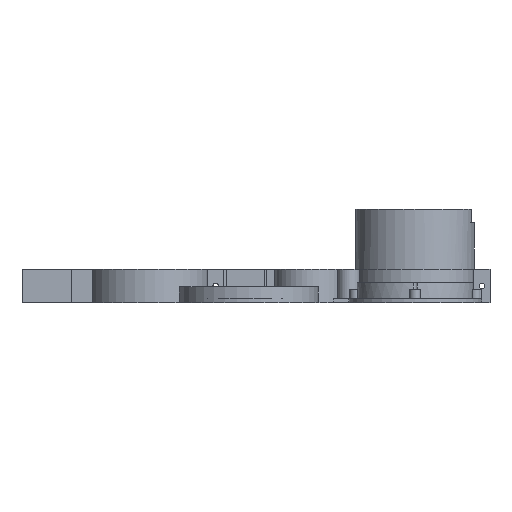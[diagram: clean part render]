
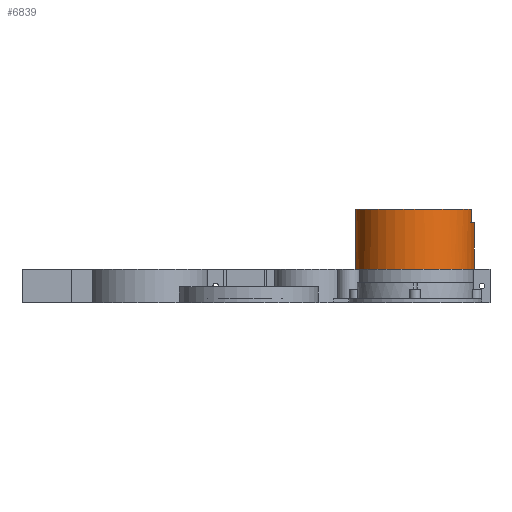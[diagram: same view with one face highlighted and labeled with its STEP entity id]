
A CAD part, left-side view. The second image highlights one B-rep face of the part: STEP entity #6839.
In plain terms, the highlighted cylindrical face has radius 44.575 mm (diameter 89.15 mm), a full revolution.
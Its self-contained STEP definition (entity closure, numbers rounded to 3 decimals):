
#490=LINE('',#12501,#1019);
#495=LINE('',#12515,#1024);
#514=LINE('',#12578,#1043);
#531=LINE('',#12616,#1060);
#533=LINE('',#12622,#1062);
#536=LINE('',#12633,#1065);
#537=LINE('',#12636,#1066);
#538=LINE('',#12639,#1067);
#539=LINE('',#12641,#1068);
#1019=VECTOR('',#9043,10.);
#1024=VECTOR('',#9056,10.);
#1043=VECTOR('',#9123,10.);
#1060=VECTOR('',#9154,10.);
#1062=VECTOR('',#9158,10.);
#1065=VECTOR('',#9171,44.575);
#1066=VECTOR('',#9174,10.);
#1067=VECTOR('',#9177,10.);
#1068=VECTOR('',#9178,10.);
#1414=CYLINDRICAL_SURFACE('',#7616,44.575);
#1626=FACE_BOUND('',#2596,.T.);
#2067=FACE_OUTER_BOUND('',#2595,.T.);
#2595=EDGE_LOOP('',(#5947,#5948,#5949,#5950,#5951,#5952,#5953,#5954,#5955,
#5956,#5957,#5958,#5959,#5960,#5961,#5962));
#2596=EDGE_LOOP('',(#5963,#5964,#5965,#5966));
#2996=CIRCLE('',#7578,44.575);
#2998=CIRCLE('',#7582,44.575);
#3008=CIRCLE('',#7606,44.575);
#3009=CIRCLE('',#7607,44.575);
#3011=CIRCLE('',#7615,44.575);
#3012=CIRCLE('',#7617,44.575);
#3013=CIRCLE('',#7618,44.575);
#3014=CIRCLE('',#7619,44.575);
#3015=CIRCLE('',#7620,44.575);
#3016=CIRCLE('',#7621,44.575);
#3456=VERTEX_POINT('',#12499);
#3457=VERTEX_POINT('',#12500);
#3460=VERTEX_POINT('',#12508);
#3462=VERTEX_POINT('',#12514);
#3480=VERTEX_POINT('',#12574);
#3482=VERTEX_POINT('',#12577);
#3485=VERTEX_POINT('',#12584);
#3487=VERTEX_POINT('',#12589);
#3488=VERTEX_POINT('',#12591);
#3494=VERTEX_POINT('',#12610);
#3496=VERTEX_POINT('',#12614);
#3498=VERTEX_POINT('',#12619);
#3499=VERTEX_POINT('',#12621);
#3501=VERTEX_POINT('',#12630);
#3502=VERTEX_POINT('',#12632);
#3503=VERTEX_POINT('',#12635);
#3504=VERTEX_POINT('',#12637);
#3505=VERTEX_POINT('',#12640);
#4296=EDGE_CURVE('',#3456,#3457,#490,.T.);
#4300=EDGE_CURVE('',#3457,#3460,#2996,.T.);
#4303=EDGE_CURVE('',#3460,#3462,#495,.T.);
#4306=EDGE_CURVE('',#3462,#3456,#2998,.T.);
#4332=EDGE_CURVE('',#3482,#3480,#514,.T.);
#4336=EDGE_CURVE('',#3480,#3485,#3008,.T.);
#4339=EDGE_CURVE('',#3488,#3487,#3009,.T.);
#4351=EDGE_CURVE('',#3494,#3496,#531,.T.);
#4353=EDGE_CURVE('',#3499,#3498,#533,.T.);
#4357=EDGE_CURVE('',#3498,#3494,#3011,.T.);
#4358=EDGE_CURVE('',#3501,#3496,#3012,.T.);
#4359=EDGE_CURVE('',#3501,#3502,#536,.T.);
#4360=EDGE_CURVE('',#3502,#3482,#3013,.T.);
#4361=EDGE_CURVE('',#3485,#3503,#537,.T.);
#4362=EDGE_CURVE('',#3504,#3503,#3014,.T.);
#4363=EDGE_CURVE('',#3504,#3488,#538,.T.);
#4364=EDGE_CURVE('',#3487,#3505,#539,.T.);
#4365=EDGE_CURVE('',#3505,#3502,#3015,.T.);
#4366=EDGE_CURVE('',#3499,#3501,#3016,.T.);
#5947=ORIENTED_EDGE('',*,*,#4353,.T.);
#5948=ORIENTED_EDGE('',*,*,#4357,.T.);
#5949=ORIENTED_EDGE('',*,*,#4351,.T.);
#5950=ORIENTED_EDGE('',*,*,#4358,.F.);
#5951=ORIENTED_EDGE('',*,*,#4359,.T.);
#5952=ORIENTED_EDGE('',*,*,#4360,.T.);
#5953=ORIENTED_EDGE('',*,*,#4332,.T.);
#5954=ORIENTED_EDGE('',*,*,#4336,.T.);
#5955=ORIENTED_EDGE('',*,*,#4361,.T.);
#5956=ORIENTED_EDGE('',*,*,#4362,.F.);
#5957=ORIENTED_EDGE('',*,*,#4363,.T.);
#5958=ORIENTED_EDGE('',*,*,#4339,.T.);
#5959=ORIENTED_EDGE('',*,*,#4364,.T.);
#5960=ORIENTED_EDGE('',*,*,#4365,.T.);
#5961=ORIENTED_EDGE('',*,*,#4359,.F.);
#5962=ORIENTED_EDGE('',*,*,#4366,.F.);
#5963=ORIENTED_EDGE('',*,*,#4303,.T.);
#5964=ORIENTED_EDGE('',*,*,#4306,.T.);
#5965=ORIENTED_EDGE('',*,*,#4296,.T.);
#5966=ORIENTED_EDGE('',*,*,#4300,.T.);
#6839=ADVANCED_FACE('',(#2067,#1626),#1414,.T.);
#7578=AXIS2_PLACEMENT_3D('',#12509,#9049,#9050);
#7582=AXIS2_PLACEMENT_3D('',#12520,#9061,#9062);
#7606=AXIS2_PLACEMENT_3D('',#12586,#9129,#9130);
#7607=AXIS2_PLACEMENT_3D('',#12592,#9133,#9134);
#7615=AXIS2_PLACEMENT_3D('',#12628,#9165,#9166);
#7616=AXIS2_PLACEMENT_3D('',#12629,#9167,#9168);
#7617=AXIS2_PLACEMENT_3D('',#12631,#9169,#9170);
#7618=AXIS2_PLACEMENT_3D('',#12634,#9172,#9173);
#7619=AXIS2_PLACEMENT_3D('',#12638,#9175,#9176);
#7620=AXIS2_PLACEMENT_3D('',#12642,#9179,#9180);
#7621=AXIS2_PLACEMENT_3D('',#12643,#9181,#9182);
#9043=DIRECTION('',(0.,0.,-1.));
#9049=DIRECTION('center_axis',(0.,0.,-1.));
#9050=DIRECTION('ref_axis',(1.,0.,0.));
#9056=DIRECTION('',(0.,0.,1.));
#9061=DIRECTION('center_axis',(0.,0.,1.));
#9062=DIRECTION('ref_axis',(1.,0.,0.));
#9123=DIRECTION('',(0.,0.,1.));
#9129=DIRECTION('center_axis',(0.,0.,1.));
#9130=DIRECTION('ref_axis',(1.,0.,0.));
#9133=DIRECTION('center_axis',(0.,0.,1.));
#9134=DIRECTION('ref_axis',(1.,0.,0.));
#9154=DIRECTION('',(0.,0.,1.));
#9158=DIRECTION('',(0.,0.,-1.));
#9165=DIRECTION('center_axis',(0.,0.,-1.));
#9166=DIRECTION('ref_axis',(1.,0.,0.));
#9167=DIRECTION('center_axis',(0.,0.,1.));
#9168=DIRECTION('ref_axis',(1.,0.,0.));
#9169=DIRECTION('center_axis',(0.,0.,1.));
#9170=DIRECTION('ref_axis',(1.,0.,0.));
#9171=DIRECTION('',(0.,0.,-1.));
#9172=DIRECTION('center_axis',(0.,0.,1.));
#9173=DIRECTION('ref_axis',(1.,0.,0.));
#9174=DIRECTION('',(0.,0.,-1.));
#9175=DIRECTION('center_axis',(0.,0.,-1.));
#9176=DIRECTION('ref_axis',(1.,0.,0.));
#9177=DIRECTION('',(0.,0.,1.));
#9178=DIRECTION('',(0.,0.,-1.));
#9179=DIRECTION('center_axis',(0.,0.,1.));
#9180=DIRECTION('ref_axis',(1.,0.,0.));
#9181=DIRECTION('center_axis',(0.,0.,1.));
#9182=DIRECTION('ref_axis',(1.,0.,0.));
#12499=CARTESIAN_POINT('',(496.,94.395,15.6));
#12500=CARTESIAN_POINT('',(496.,94.395,11.6));
#12501=CARTESIAN_POINT('',(496.,94.395,0.));
#12508=CARTESIAN_POINT('',(504.,94.395,11.6));
#12509=CARTESIAN_POINT('Origin',(500.,50.,11.6));
#12514=CARTESIAN_POINT('',(504.,94.395,15.6));
#12515=CARTESIAN_POINT('',(504.,94.395,0.));
#12520=CARTESIAN_POINT('Origin',(500.,50.,15.6));
#12574=CARTESIAN_POINT('',(516.,91.604,25.));
#12577=CARTESIAN_POINT('',(516.,91.604,0.));
#12578=CARTESIAN_POINT('',(516.,91.604,0.));
#12584=CARTESIAN_POINT('',(514.,92.319,25.));
#12586=CARTESIAN_POINT('Origin',(500.,50.,25.));
#12589=CARTESIAN_POINT('',(484.,91.604,25.));
#12591=CARTESIAN_POINT('',(486.,92.319,25.));
#12592=CARTESIAN_POINT('Origin',(500.,50.,25.));
#12610=CARTESIAN_POINT('',(486.,7.681,60.));
#12614=CARTESIAN_POINT('',(486.,7.681,70.));
#12616=CARTESIAN_POINT('',(486.,7.681,0.));
#12619=CARTESIAN_POINT('',(514.,7.681,60.));
#12621=CARTESIAN_POINT('',(514.,7.681,70.));
#12622=CARTESIAN_POINT('',(514.,7.681,0.));
#12628=CARTESIAN_POINT('Origin',(500.,50.,60.));
#12629=CARTESIAN_POINT('Origin',(500.,50.,0.));
#12630=CARTESIAN_POINT('',(455.425,50.,70.));
#12631=CARTESIAN_POINT('Origin',(500.,50.,70.));
#12632=CARTESIAN_POINT('',(455.425,50.,0.));
#12633=CARTESIAN_POINT('',(455.425,50.,0.));
#12634=CARTESIAN_POINT('Origin',(500.,50.,0.));
#12635=CARTESIAN_POINT('',(514.,92.319,2.));
#12636=CARTESIAN_POINT('',(514.,92.319,0.));
#12637=CARTESIAN_POINT('',(486.,92.319,2.));
#12638=CARTESIAN_POINT('Origin',(500.,50.,2.));
#12639=CARTESIAN_POINT('',(486.,92.319,0.));
#12640=CARTESIAN_POINT('',(484.,91.604,0.));
#12641=CARTESIAN_POINT('',(484.,91.604,0.));
#12642=CARTESIAN_POINT('Origin',(500.,50.,0.));
#12643=CARTESIAN_POINT('Origin',(500.,50.,70.));
